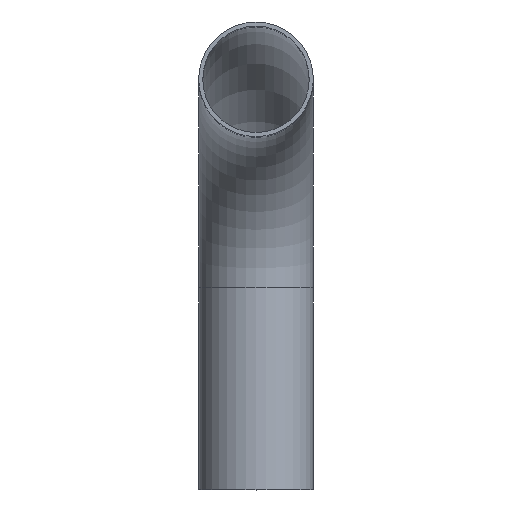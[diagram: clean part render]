
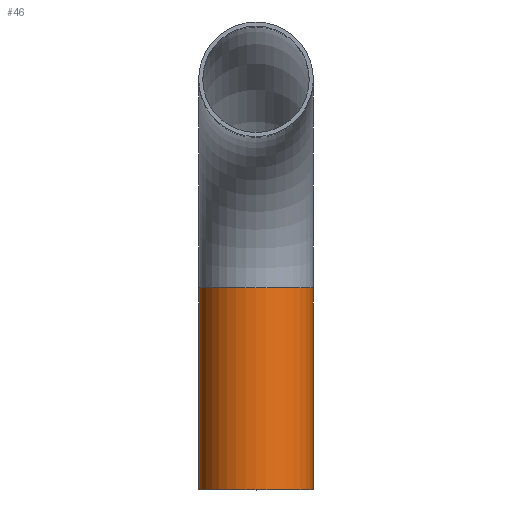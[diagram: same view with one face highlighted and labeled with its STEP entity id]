
A CAD part, top view. The second image highlights one B-rep face of the part: STEP entity #46.
In plain terms, the highlighted cylindrical face has radius 21 mm (diameter 42 mm), a full revolution.
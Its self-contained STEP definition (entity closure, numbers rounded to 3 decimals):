
#46 = ADVANCED_FACE( '', ( #93, #94 ), #95, .T. );
#93 = FACE_OUTER_BOUND( '', #132, .T. );
#94 = FACE_OUTER_BOUND( '', #133, .T. );
#95 = CYLINDRICAL_SURFACE( '', #134, 21. );
#132 = EDGE_LOOP( '', ( #179 ) );
#133 = EDGE_LOOP( '', ( #180 ) );
#134 = AXIS2_PLACEMENT_3D( '', #181, #182, #183 );
#179 = ORIENTED_EDGE( '', *, *, #195, .F. );
#180 = ORIENTED_EDGE( '', *, *, #185, .T. );
#181 = CARTESIAN_POINT( '', ( 0., -120., -76.082 ) );
#182 = DIRECTION( '', ( 0., -1., 0. ) );
#183 = DIRECTION( '', ( 0., 0., 1. ) );
#185 = EDGE_CURVE( '', #201, #201, #202, .T. );
#195 = EDGE_CURVE( '', #217, #217, #218, .T. );
#201 = VERTEX_POINT( '', #225 );
#202 = CIRCLE( '', #226, 21. );
#217 = VERTEX_POINT( '', #241 );
#218 = CIRCLE( '', #242, 21. );
#225 = CARTESIAN_POINT( '', ( 21., -76., -76.082 ) );
#226 = AXIS2_PLACEMENT_3D( '', #248, #249, #250 );
#241 = CARTESIAN_POINT( '', ( 0., -150., -97.082 ) );
#242 = AXIS2_PLACEMENT_3D( '', #266, #267, #268 );
#248 = CARTESIAN_POINT( '', ( 0., -76., -76.082 ) );
#249 = DIRECTION( '', ( 0., -1., 0. ) );
#250 = DIRECTION( '', ( 1., 0., 0. ) );
#266 = CARTESIAN_POINT( '', ( 0., -150., -76.082 ) );
#267 = DIRECTION( '', ( 0., -1., 0. ) );
#268 = DIRECTION( '', ( 0., 0., -1. ) );
